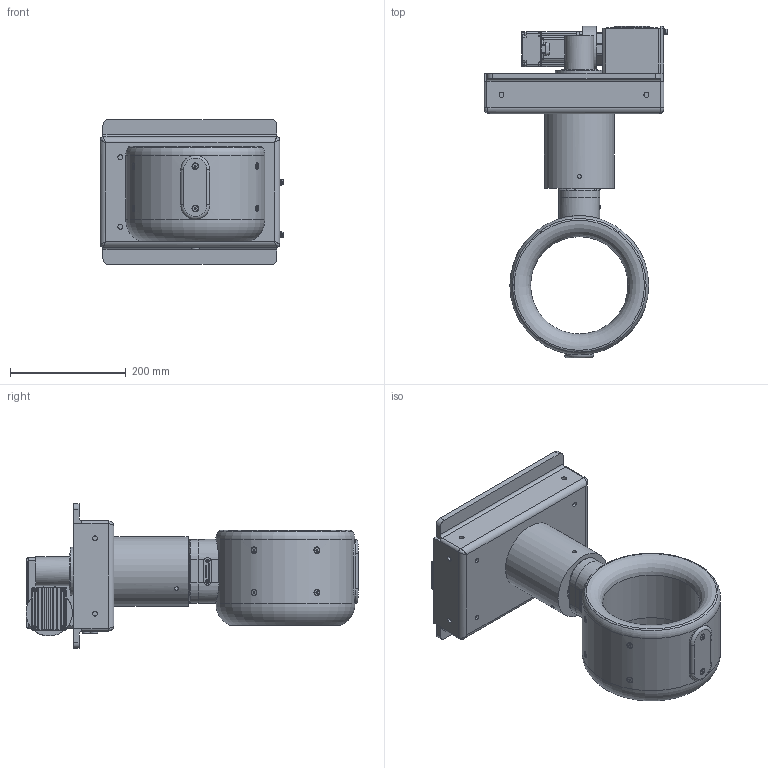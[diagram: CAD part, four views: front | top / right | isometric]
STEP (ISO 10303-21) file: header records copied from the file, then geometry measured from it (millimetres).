
FILE_DESCRIPTION (( 'STEP AP214' ), '1' );
FILE_NAME ('P-087-030-rev-D-M168-MS.STEP', '2026-03-06T14:59:54', ( '' ), ( '' ), 'SwSTEP 2.0', 'SolidWorks 2024', '' );
FILE_SCHEMA (( 'AUTOMOTIVE_DESIGN' ));
Length unit declared in the file: millimetre
Products named in the file (1): P-087-030-rev-D-M168-MS
Bounding box: 317 x 572.47 x 250 mm (x, y, z)
Volume: 11172916.8 mm3; surface area: 600821.1 mm2
Topology: 1 solids, 9 shells, 1426 faces, 3556 edges, 2239 vertices
Faces by surface type: plane 876, cylinder 267, bspline 154, torus 70, cone 55, sphere 4
Full cylindrical faces by diameter (mm): 3.2 x2, 5 x8, 5.5 x12, 5.7 x4, 6 x2, 6.8 x3, 8.5 x18, 9.64 x10, 10 x2, 13 x2, 50 x1, 60 x1, 80 x1, 120 x1, 168 x1, 239.4 x1
Entity records: 58418 total; most frequent: CARTESIAN_POINT 15233, ORIENTED_EDGE 6658, DIRECTION 5942, EDGE_CURVE 3329, VERTEX_POINT 2162, AXIS2_PLACEMENT_3D 2029, VECTOR 1884, LINE 1884
